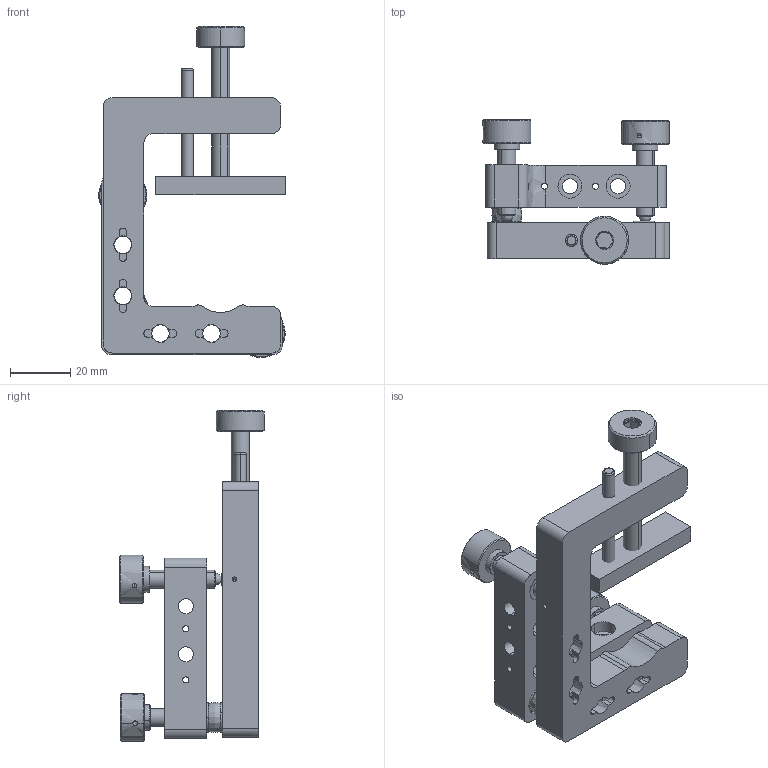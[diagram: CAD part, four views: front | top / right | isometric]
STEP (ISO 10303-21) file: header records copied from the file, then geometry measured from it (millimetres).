
FILE_DESCRIPTION(/* description */ (''),/* implementation_level */ '2;1');
FILE_NAME(/* name */ '01_MMR-VM',/* time_stamp */ '2024-08-13T10:02:08+03:00',/* author */ (''),/* organization */ (''),/* preprocessor_version */ 'ST-DEVELOPER v15',/* originating_system */ '',/* authorisation */ '');
FILE_SCHEMA (('AUTOMOTIVE_DESIGN'));
Length unit declared in the file: millimetre
Products named in the file (1): Document
Bounding box: 62 x 48.2 x 110.14 mm (x, y, z)
Volume: 54266.8 mm3; surface area: 29881.6 mm2
Topology: 18 solids, 18 shells, 723 faces, 2002 edges, 1324 vertices
Faces by surface type: bspline 400, plane 323
Entity records: 25732 total; most frequent: CARTESIAN_POINT 13796, ORIENTED_EDGE 3960, EDGE_CURVE 1980, VERTEX_POINT 1324, B_SPLINE_CURVE_WITH_KNOTS 1122, EDGE_LOOP 830, ADVANCED_FACE 723, FACE_OUTER_BOUND 723
